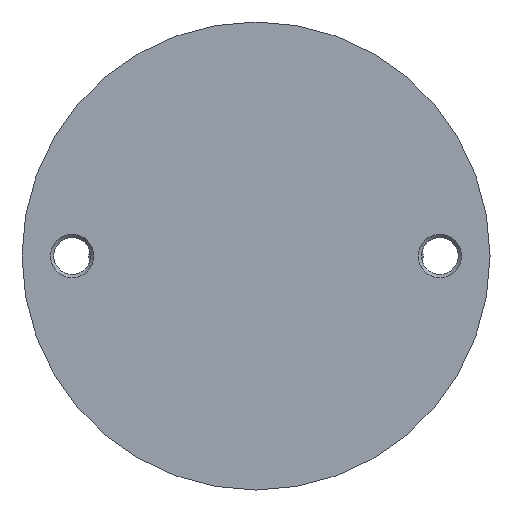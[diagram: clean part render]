
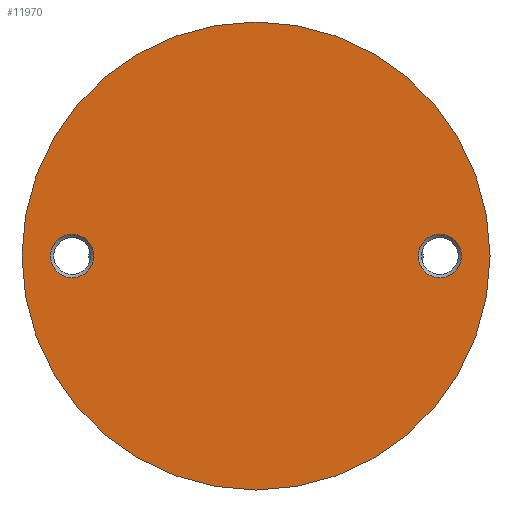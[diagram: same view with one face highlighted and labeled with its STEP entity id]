
A CAD part, front view. The second image highlights one B-rep face of the part: STEP entity #11970.
In plain terms, the highlighted planar face has unit normal (0, -1, 0).
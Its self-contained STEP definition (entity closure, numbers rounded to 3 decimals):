
#134 = VERTEX_POINT ( 'NONE', #5555 ) ;
#178 = AXIS2_PLACEMENT_3D ( 'NONE', #3890, #3810, #6621 ) ;
#445 = CIRCLE ( 'NONE', #178, 35. ) ;
#737 = VERTEX_POINT ( 'NONE', #5385 ) ;
#991 = CARTESIAN_POINT ( 'NONE',  ( 0., 0., 0. ) ) ;
#1010 = AXIS2_PLACEMENT_3D ( 'NONE', #6212, #11953, #7165 ) ;
#1206 = CIRCLE ( 'NONE', #1010, 3.25 ) ;
#1773 = EDGE_CURVE ( 'NONE', #737, #737, #445, .T. ) ;
#2360 = VERTEX_POINT ( 'NONE', #8307 ) ;
#2748 = CARTESIAN_POINT ( 'NONE',  ( 27.5, 0., 0. ) ) ;
#2865 = EDGE_LOOP ( 'NONE', ( #6017 ) ) ;
#2897 = CIRCLE ( 'NONE', #11586, 3.25 ) ;
#3810 = DIRECTION ( 'NONE',  ( 0., 1., 0. ) ) ;
#3890 = CARTESIAN_POINT ( 'NONE',  ( 0., 0., 0. ) ) ;
#3924 = EDGE_LOOP ( 'NONE', ( #9664 ) ) ;
#4294 = EDGE_CURVE ( 'NONE', #134, #134, #2897, .T. ) ;
#4773 = DIRECTION ( 'NONE',  ( 0., 0., 1. ) ) ;
#5385 = CARTESIAN_POINT ( 'NONE',  ( 0., 0., 35. ) ) ;
#5555 = CARTESIAN_POINT ( 'NONE',  ( 27.5, 0., 3.25 ) ) ;
#5813 = FACE_OUTER_BOUND ( 'NONE', #2865, .T. ) ;
#5903 = PLANE ( 'NONE',  #9455 ) ;
#6017 = ORIENTED_EDGE ( 'NONE', *, *, #1773, .F. ) ;
#6212 = CARTESIAN_POINT ( 'NONE',  ( -27.5, 0., 0. ) ) ;
#6621 = DIRECTION ( 'NONE',  ( 0., 0., 1. ) ) ;
#7165 = DIRECTION ( 'NONE',  ( 0., 0., 1. ) ) ;
#8307 = CARTESIAN_POINT ( 'NONE',  ( -27.5, 0., 3.25 ) ) ;
#8477 = FACE_BOUND ( 'NONE', #8784, .T. ) ;
#8784 = EDGE_LOOP ( 'NONE', ( #11380 ) ) ;
#9399 = DIRECTION ( 'NONE',  ( 0., 1., 0. ) ) ;
#9455 = AXIS2_PLACEMENT_3D ( 'NONE', #991, #11440, #4773 ) ;
#9556 = EDGE_CURVE ( 'NONE', #2360, #2360, #1206, .T. ) ;
#9664 = ORIENTED_EDGE ( 'NONE', *, *, #4294, .T. ) ;
#9692 = DIRECTION ( 'NONE',  ( 0., 0., 1. ) ) ;
#11327 = FACE_BOUND ( 'NONE', #3924, .T. ) ;
#11380 = ORIENTED_EDGE ( 'NONE', *, *, #9556, .T. ) ;
#11440 = DIRECTION ( 'NONE',  ( 0., 1., 0. ) ) ;
#11586 = AXIS2_PLACEMENT_3D ( 'NONE', #2748, #9399, #9692 ) ;
#11953 = DIRECTION ( 'NONE',  ( 0., 1., 0. ) ) ;
#11970 = ADVANCED_FACE ( 'NONE', ( #8477, #11327, #5813 ), #5903, .F. ) ;
